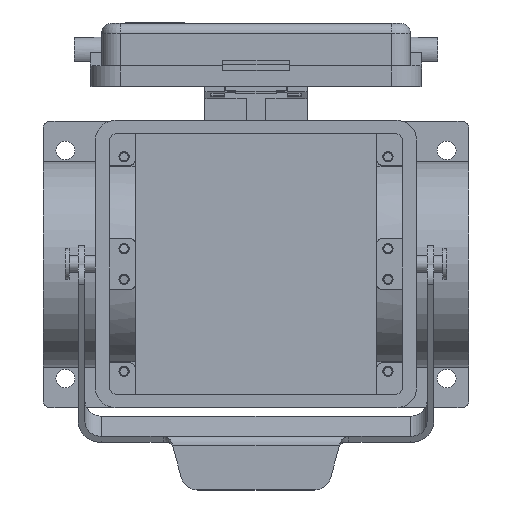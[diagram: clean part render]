
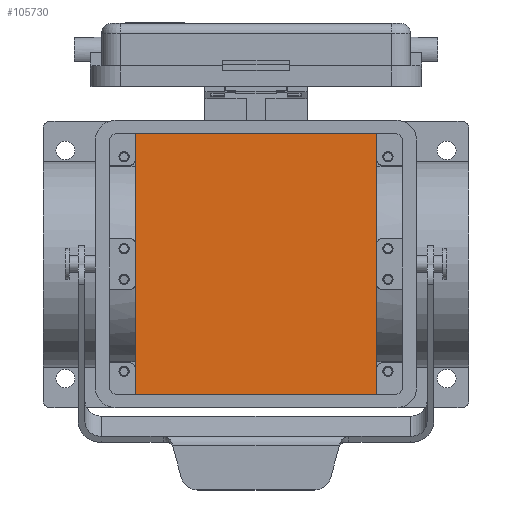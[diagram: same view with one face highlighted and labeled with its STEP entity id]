
A CAD part, top view. The second image highlights one B-rep face of the part: STEP entity #105730.
In plain terms, the highlighted planar face has unit normal (0, 0, 1).
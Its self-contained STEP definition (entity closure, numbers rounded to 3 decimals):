
#94830=CARTESIAN_POINT('',(-35.5,-39.,-51.));
#94840=DIRECTION('',(1.,0.,0.));
#94850=VECTOR('',#94840,71.);
#94860=LINE('',#94830,#94850);
#94870=CARTESIAN_POINT('',(-35.5,-39.,-51.));
#94880=VERTEX_POINT('',#94870);
#94890=CARTESIAN_POINT('',(35.5,-39.,-51.));
#94900=VERTEX_POINT('',#94890);
#94910=EDGE_CURVE('',#94880,#94900,#94860,.T.);
#95640=CARTESIAN_POINT('',(35.5,39.,-51.));
#95650=DIRECTION('',(-1.,0.,0.));
#95660=VECTOR('',#95650,71.);
#95670=LINE('',#95640,#95660);
#95680=CARTESIAN_POINT('',(35.5,39.,-51.));
#95690=VERTEX_POINT('',#95680);
#95700=CARTESIAN_POINT('',(-35.5,39.,-51.));
#95710=VERTEX_POINT('',#95700);
#95720=EDGE_CURVE('',#95690,#95710,#95670,.T.);
#98240=CARTESIAN_POINT('',(35.5,-39.,-51.));
#98250=DIRECTION('',(0.,1.,0.));
#98260=VECTOR('',#98250,78.);
#98270=LINE('',#98240,#98260);
#98280=EDGE_CURVE('',#94900,#95690,#98270,.T.);
#105570=CARTESIAN_POINT('',(0.,0.,-51.));
#105580=DIRECTION('',(0.,0.,1.));
#105590=DIRECTION('',(1.,0.,0.));
#105600=AXIS2_PLACEMENT_3D('',#105570,#105580,#105590);
#105610=PLANE('',#105600);
#105620=ORIENTED_EDGE('',*,*,#95720,.T.);
#105630=ORIENTED_EDGE('',*,*,#98280,.T.);
#105640=ORIENTED_EDGE('',*,*,#94910,.T.);
#105650=CARTESIAN_POINT('',(-35.5,39.,-51.));
#105660=DIRECTION('',(0.,-1.,0.));
#105670=VECTOR('',#105660,78.);
#105680=LINE('',#105650,#105670);
#105690=EDGE_CURVE('',#95710,#94880,#105680,.T.);
#105700=ORIENTED_EDGE('',*,*,#105690,.T.);
#105710=EDGE_LOOP('',(#105700,#105640,#105630,#105620));
#105720=FACE_OUTER_BOUND('',#105710,.T.);
#105730=ADVANCED_FACE('',(#105720),#105610,.T.);
